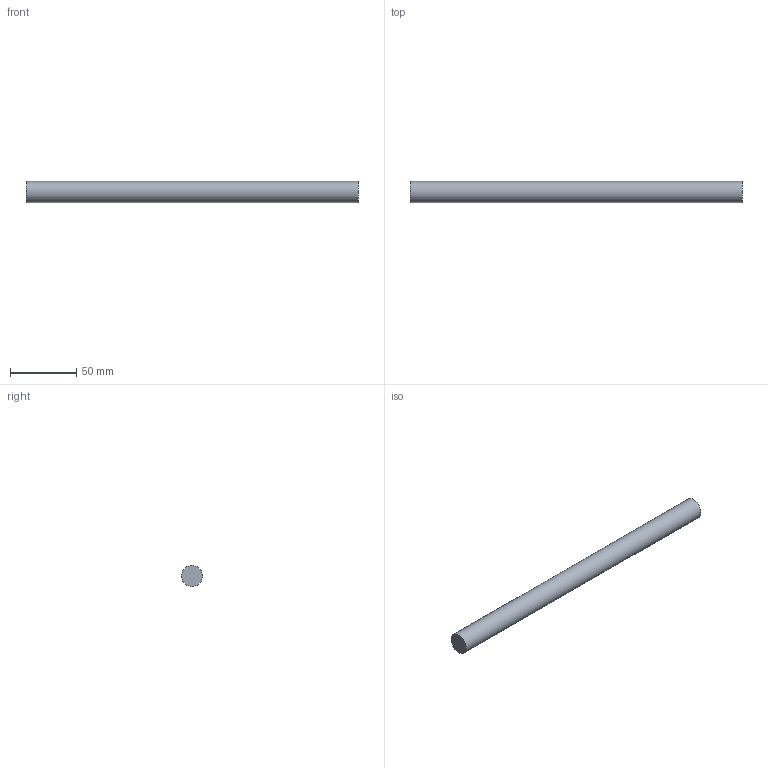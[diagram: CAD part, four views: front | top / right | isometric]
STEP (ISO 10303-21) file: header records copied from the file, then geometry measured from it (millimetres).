
FILE_DESCRIPTION( ( 'STEP AP203' ), ' ' );
FILE_NAME( '0GHTR160250.stp', '2016-03-03T07:48:48', ( '' ), ( '' ), ' ', 'PARTsolutions', ' ' );
FILE_SCHEMA( ( 'CONFIG_CONTROL_DESIGN' ) );
Length unit declared in the file: millimetre
Products named in the file (1): _0GHTR160250
Bounding box: 250 x 16 x 16 mm (x, y, z)
Volume: 50265.5 mm3; surface area: 12968.5 mm2
Topology: 1 solids, 1 shells, 3 faces, 3 edges, 2 vertices
Faces by surface type: plane 2, cylinder 1
Full cylindrical faces by diameter (mm): 16 x1
Entity records: 98 total; most frequent: DIRECTION 12, CARTESIAN_POINT 8, AXIS2_PLACEMENT_3D 6, CC_DESIGN_PERSON_AND_ORGANIZATION_ASSIGNMENT 5, PERSON_AND_ORGANIZATION_ROLE 4, FACE_OUTER_BOUND 4, EDGE_LOOP 4, ORIENTED_EDGE 4
